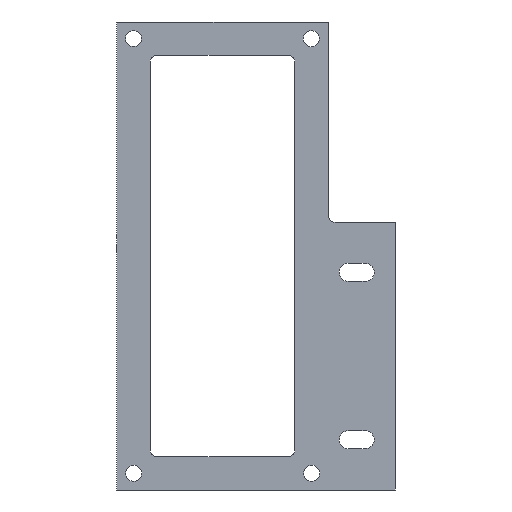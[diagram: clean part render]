
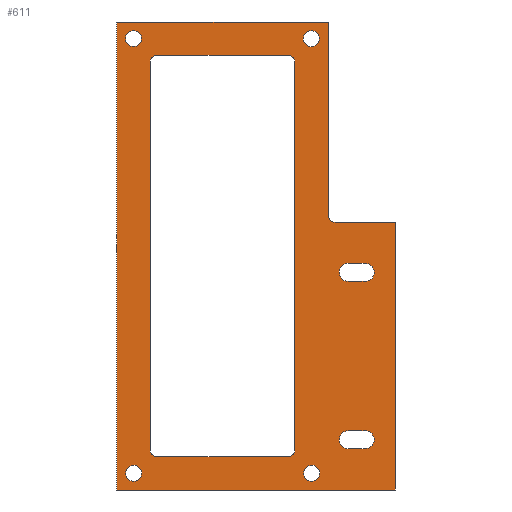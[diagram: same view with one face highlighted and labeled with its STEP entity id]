
A CAD part, left-side view. The second image highlights one B-rep face of the part: STEP entity #611.
In plain terms, the highlighted planar face has unit normal (-1, 0, 0).
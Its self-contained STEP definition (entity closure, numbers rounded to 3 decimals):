
#22=FACE_BOUND('',#110,.T.);
#23=FACE_BOUND('',#111,.T.);
#24=FACE_BOUND('',#112,.T.);
#25=FACE_BOUND('',#113,.T.);
#26=FACE_BOUND('',#114,.T.);
#27=FACE_BOUND('',#115,.T.);
#28=FACE_BOUND('',#116,.T.);
#44=PLANE('',#690);
#73=FACE_OUTER_BOUND('',#109,.T.);
#109=EDGE_LOOP('',(#543,#544,#545,#546,#547,#548,#549));
#110=EDGE_LOOP('',(#550));
#111=EDGE_LOOP('',(#551));
#112=EDGE_LOOP('',(#552));
#113=EDGE_LOOP('',(#553));
#114=EDGE_LOOP('',(#554,#555,#556,#557));
#115=EDGE_LOOP('',(#558,#559,#560,#561));
#116=EDGE_LOOP('',(#562,#563,#564,#565,#566,#567,#568,#569));
#119=LINE('',#878,#174);
#128=LINE('',#921,#183);
#132=LINE('',#933,#187);
#136=LINE('',#945,#191);
#140=LINE('',#957,#195);
#144=LINE('',#973,#199);
#148=LINE('',#985,#203);
#152=LINE('',#997,#207);
#157=LINE('',#1009,#212);
#158=LINE('',#1013,#213);
#162=LINE('',#1021,#217);
#165=LINE('',#1026,#220);
#169=LINE('',#1033,#224);
#170=LINE('',#1035,#225);
#174=VECTOR('',#703,10.);
#183=VECTOR('',#746,10.);
#187=VECTOR('',#758,10.);
#191=VECTOR('',#770,10.);
#195=VECTOR('',#782,10.);
#199=VECTOR('',#800,10.);
#203=VECTOR('',#812,10.);
#207=VECTOR('',#824,10.);
#212=VECTOR('',#837,10.);
#213=VECTOR('',#840,10.);
#217=VECTOR('',#846,10.);
#220=VECTOR('',#851,10.);
#224=VECTOR('',#857,10.);
#225=VECTOR('',#860,10.);
#227=CIRCLE('',#633,2.);
#231=CIRCLE('',#639,2.4);
#234=CIRCLE('',#643,2.4);
#237=CIRCLE('',#647,2.4);
#240=CIRCLE('',#651,2.4);
#242=CIRCLE('',#655,2.7);
#244=CIRCLE('',#659,2.7);
#246=CIRCLE('',#663,2.7);
#248=CIRCLE('',#667,2.7);
#249=CIRCLE('',#669,2.);
#251=CIRCLE('',#673,2.);
#253=CIRCLE('',#677,2.);
#255=CIRCLE('',#681,2.);
#257=VERTEX_POINT('',#868);
#258=VERTEX_POINT('',#869);
#261=VERTEX_POINT('',#877);
#265=VERTEX_POINT('',#887);
#268=VERTEX_POINT('',#895);
#271=VERTEX_POINT('',#903);
#274=VERTEX_POINT('',#911);
#277=VERTEX_POINT('',#918);
#278=VERTEX_POINT('',#920);
#280=VERTEX_POINT('',#926);
#282=VERTEX_POINT('',#932);
#285=VERTEX_POINT('',#942);
#286=VERTEX_POINT('',#944);
#288=VERTEX_POINT('',#950);
#290=VERTEX_POINT('',#956);
#291=VERTEX_POINT('',#963);
#292=VERTEX_POINT('',#964);
#295=VERTEX_POINT('',#972);
#297=VERTEX_POINT('',#978);
#299=VERTEX_POINT('',#984);
#301=VERTEX_POINT('',#990);
#303=VERTEX_POINT('',#996);
#305=VERTEX_POINT('',#1002);
#307=VERTEX_POINT('',#1011);
#308=VERTEX_POINT('',#1012);
#311=VERTEX_POINT('',#1020);
#314=VERTEX_POINT('',#1031);
#315=EDGE_CURVE('',#257,#258,#227,.T.);
#319=EDGE_CURVE('',#258,#261,#119,.T.);
#325=EDGE_CURVE('',#265,#265,#231,.T.);
#329=EDGE_CURVE('',#268,#268,#234,.T.);
#333=EDGE_CURVE('',#271,#271,#237,.T.);
#337=EDGE_CURVE('',#274,#274,#240,.T.);
#340=EDGE_CURVE('',#278,#277,#128,.T.);
#343=EDGE_CURVE('',#280,#278,#242,.T.);
#346=EDGE_CURVE('',#282,#280,#132,.T.);
#349=EDGE_CURVE('',#277,#282,#244,.T.);
#352=EDGE_CURVE('',#286,#285,#136,.T.);
#355=EDGE_CURVE('',#288,#286,#246,.T.);
#358=EDGE_CURVE('',#290,#288,#140,.T.);
#361=EDGE_CURVE('',#285,#290,#248,.T.);
#362=EDGE_CURVE('',#291,#292,#249,.T.);
#366=EDGE_CURVE('',#292,#295,#144,.T.);
#369=EDGE_CURVE('',#295,#297,#251,.T.);
#372=EDGE_CURVE('',#297,#299,#148,.T.);
#375=EDGE_CURVE('',#299,#301,#253,.T.);
#378=EDGE_CURVE('',#301,#303,#152,.T.);
#381=EDGE_CURVE('',#303,#305,#255,.T.);
#385=EDGE_CURVE('',#305,#291,#157,.T.);
#386=EDGE_CURVE('',#307,#308,#158,.T.);
#390=EDGE_CURVE('',#311,#307,#162,.T.);
#393=EDGE_CURVE('',#261,#311,#165,.T.);
#397=EDGE_CURVE('',#314,#257,#169,.T.);
#398=EDGE_CURVE('',#308,#314,#170,.T.);
#543=ORIENTED_EDGE('',*,*,#398,.F.);
#544=ORIENTED_EDGE('',*,*,#386,.F.);
#545=ORIENTED_EDGE('',*,*,#390,.F.);
#546=ORIENTED_EDGE('',*,*,#393,.F.);
#547=ORIENTED_EDGE('',*,*,#319,.F.);
#548=ORIENTED_EDGE('',*,*,#315,.F.);
#549=ORIENTED_EDGE('',*,*,#397,.F.);
#550=ORIENTED_EDGE('',*,*,#325,.T.);
#551=ORIENTED_EDGE('',*,*,#329,.T.);
#552=ORIENTED_EDGE('',*,*,#333,.T.);
#553=ORIENTED_EDGE('',*,*,#337,.T.);
#554=ORIENTED_EDGE('',*,*,#346,.T.);
#555=ORIENTED_EDGE('',*,*,#343,.T.);
#556=ORIENTED_EDGE('',*,*,#340,.T.);
#557=ORIENTED_EDGE('',*,*,#349,.T.);
#558=ORIENTED_EDGE('',*,*,#358,.T.);
#559=ORIENTED_EDGE('',*,*,#355,.T.);
#560=ORIENTED_EDGE('',*,*,#352,.T.);
#561=ORIENTED_EDGE('',*,*,#361,.T.);
#562=ORIENTED_EDGE('',*,*,#369,.F.);
#563=ORIENTED_EDGE('',*,*,#366,.F.);
#564=ORIENTED_EDGE('',*,*,#362,.F.);
#565=ORIENTED_EDGE('',*,*,#385,.F.);
#566=ORIENTED_EDGE('',*,*,#381,.F.);
#567=ORIENTED_EDGE('',*,*,#378,.F.);
#568=ORIENTED_EDGE('',*,*,#375,.F.);
#569=ORIENTED_EDGE('',*,*,#372,.F.);
#611=ADVANCED_FACE('',(#73,#22,#23,#24,#25,#26,#27,#28),#44,.F.);
#633=AXIS2_PLACEMENT_3D('',#870,#695,#696);
#639=AXIS2_PLACEMENT_3D('',#889,#713,#714);
#643=AXIS2_PLACEMENT_3D('',#897,#722,#723);
#647=AXIS2_PLACEMENT_3D('',#905,#731,#732);
#651=AXIS2_PLACEMENT_3D('',#913,#740,#741);
#655=AXIS2_PLACEMENT_3D('',#927,#752,#753);
#659=AXIS2_PLACEMENT_3D('',#937,#764,#765);
#663=AXIS2_PLACEMENT_3D('',#951,#776,#777);
#667=AXIS2_PLACEMENT_3D('',#961,#788,#789);
#669=AXIS2_PLACEMENT_3D('',#965,#792,#793);
#673=AXIS2_PLACEMENT_3D('',#979,#805,#806);
#677=AXIS2_PLACEMENT_3D('',#991,#817,#818);
#681=AXIS2_PLACEMENT_3D('',#1003,#829,#830);
#690=AXIS2_PLACEMENT_3D('',#1038,#864,#865);
#695=DIRECTION('center_axis',(-1.,0.,0.));
#696=DIRECTION('ref_axis',(0.,0.707,-0.707));
#703=DIRECTION('',(0.,-1.,0.));
#713=DIRECTION('center_axis',(1.,0.,0.));
#714=DIRECTION('ref_axis',(0.,0.,-1.));
#722=DIRECTION('center_axis',(1.,0.,0.));
#723=DIRECTION('ref_axis',(0.,0.,-1.));
#731=DIRECTION('center_axis',(1.,0.,0.));
#732=DIRECTION('ref_axis',(0.,0.,-1.));
#740=DIRECTION('center_axis',(1.,0.,0.));
#741=DIRECTION('ref_axis',(0.,0.,-1.));
#746=DIRECTION('',(0.,1.,0.));
#752=DIRECTION('center_axis',(1.,0.,0.));
#753=DIRECTION('ref_axis',(0.,0.,-1.));
#758=DIRECTION('',(0.,-1.,0.));
#764=DIRECTION('center_axis',(1.,0.,0.));
#765=DIRECTION('ref_axis',(0.,0.,1.));
#770=DIRECTION('',(0.,1.,0.));
#776=DIRECTION('center_axis',(1.,0.,0.));
#777=DIRECTION('ref_axis',(0.,0.,-1.));
#782=DIRECTION('',(0.,-1.,0.));
#788=DIRECTION('center_axis',(1.,0.,0.));
#789=DIRECTION('ref_axis',(0.,0.,1.));
#792=DIRECTION('center_axis',(-1.,0.,0.));
#793=DIRECTION('ref_axis',(0.,0.707,-0.707));
#800=DIRECTION('',(0.,-1.,0.));
#805=DIRECTION('center_axis',(-1.,0.,0.));
#806=DIRECTION('ref_axis',(0.,-0.707,-0.707));
#812=DIRECTION('',(0.,0.,1.));
#817=DIRECTION('center_axis',(-1.,0.,0.));
#818=DIRECTION('ref_axis',(0.,-0.707,0.707));
#824=DIRECTION('',(0.,1.,0.));
#829=DIRECTION('center_axis',(-1.,0.,0.));
#830=DIRECTION('ref_axis',(0.,0.707,0.707));
#837=DIRECTION('',(0.,0.,-1.));
#840=DIRECTION('',(0.,0.,1.));
#846=DIRECTION('',(0.,1.,0.));
#851=DIRECTION('',(0.,0.,-1.));
#857=DIRECTION('',(0.,0.,-1.));
#860=DIRECTION('',(0.,-1.,0.));
#864=DIRECTION('center_axis',(1.,0.,0.));
#865=DIRECTION('ref_axis',(0.,0.,-1.));
#868=CARTESIAN_POINT('',(0.,0.,-57.8));
#869=CARTESIAN_POINT('',(0.,-2.,-59.8));
#870=CARTESIAN_POINT('Origin',(0.,-2.,-57.8));
#877=CARTESIAN_POINT('',(0.,-20.,-59.8));
#878=CARTESIAN_POINT('',(0.,0.,-59.8));
#887=CARTESIAN_POINT('',(0.,5.,-132.4));
#889=CARTESIAN_POINT('Origin',(0.,5.,-134.8));
#895=CARTESIAN_POINT('',(0.,58.2,-2.6));
#897=CARTESIAN_POINT('Origin',(0.,58.2,-5.));
#903=CARTESIAN_POINT('',(0.,58.1,-132.4));
#905=CARTESIAN_POINT('Origin',(0.,58.1,-134.8));
#911=CARTESIAN_POINT('',(0.,5.1,-2.6));
#913=CARTESIAN_POINT('Origin',(0.,5.1,-5.));
#918=CARTESIAN_POINT('',(0.,-6.,-127.5));
#920=CARTESIAN_POINT('',(0.,-11.,-127.5));
#921=CARTESIAN_POINT('',(0.,5.3,-127.5));
#926=CARTESIAN_POINT('',(0.,-11.,-122.1));
#927=CARTESIAN_POINT('Origin',(0.,-11.,-124.8));
#932=CARTESIAN_POINT('',(0.,-6.,-122.1));
#933=CARTESIAN_POINT('',(0.,7.8,-122.1));
#937=CARTESIAN_POINT('Origin',(0.,-6.,-124.8));
#942=CARTESIAN_POINT('',(0.,-6.,-77.5));
#944=CARTESIAN_POINT('',(0.,-11.,-77.5));
#945=CARTESIAN_POINT('',(0.,5.3,-77.5));
#950=CARTESIAN_POINT('',(0.,-11.,-72.1));
#951=CARTESIAN_POINT('Origin',(0.,-11.,-74.8));
#956=CARTESIAN_POINT('',(0.,-6.,-72.1));
#957=CARTESIAN_POINT('',(0.,7.8,-72.1));
#961=CARTESIAN_POINT('Origin',(0.,-6.,-74.8));
#963=CARTESIAN_POINT('',(0.,53.2,-127.8));
#964=CARTESIAN_POINT('',(0.,51.2,-129.8));
#965=CARTESIAN_POINT('Origin',(0.,51.2,-127.8));
#972=CARTESIAN_POINT('',(0.,12.,-129.8));
#973=CARTESIAN_POINT('',(0.,53.2,-129.8));
#978=CARTESIAN_POINT('',(0.,10.,-127.8));
#979=CARTESIAN_POINT('Origin',(0.,12.,-127.8));
#984=CARTESIAN_POINT('',(0.,10.,-12.));
#985=CARTESIAN_POINT('',(0.,10.,-129.8));
#990=CARTESIAN_POINT('',(0.,12.,-10.));
#991=CARTESIAN_POINT('Origin',(0.,12.,-12.));
#996=CARTESIAN_POINT('',(0.,51.2,-10.));
#997=CARTESIAN_POINT('',(0.,10.,-10.));
#1002=CARTESIAN_POINT('',(0.,53.2,-12.));
#1003=CARTESIAN_POINT('Origin',(0.,51.2,-12.));
#1009=CARTESIAN_POINT('',(0.,53.2,-10.));
#1011=CARTESIAN_POINT('',(0.,63.2,-139.8));
#1012=CARTESIAN_POINT('',(0.,63.2,0.));
#1013=CARTESIAN_POINT('',(0.,63.2,-139.8));
#1020=CARTESIAN_POINT('',(0.,-20.,-139.8));
#1021=CARTESIAN_POINT('',(0.,-20.,-139.8));
#1026=CARTESIAN_POINT('',(0.,-20.,-59.8));
#1031=CARTESIAN_POINT('',(0.,0.,0.));
#1033=CARTESIAN_POINT('',(0.,0.,0.));
#1035=CARTESIAN_POINT('',(0.,63.2,0.));
#1038=CARTESIAN_POINT('Origin',(0.,21.6,-69.9));
